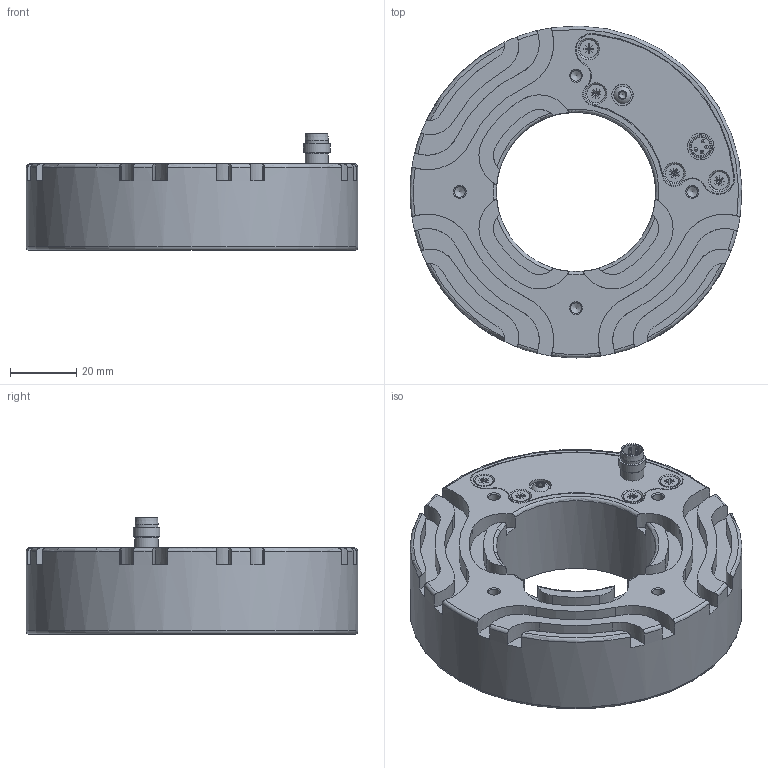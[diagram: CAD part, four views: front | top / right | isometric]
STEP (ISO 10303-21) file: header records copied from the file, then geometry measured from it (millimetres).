
FILE_DESCRIPTION(/* description */ ('Unknown'),/* implementation_level */ '2;1');
FILE_NAME(/* name */ 'RL2-100-customers',/* time_stamp */ '2023-04-18T11:50:39+02:00',/* author */ ('Unknown'),/* organization */ ('Smartview s. r. o.'),/* preprocessor_version */ 'ST-DEVELOPER v18.1',/* originating_system */ 'Solid Edge',/* authorisation */ 'Unknown');
FILE_SCHEMA (('AUTOMOTIVE_DESIGN {1 0 10303 214 3 1 1}'));
Length unit declared in the file: millimetre
Products named in the file (1): RL2-100-customers
Bounding box: 100 x 100 x 35.1 mm (x, y, z)
Volume: 144655.4 mm3; surface area: 32270.3 mm2
Topology: 1 solids, 1 shells, 323 faces, 777 edges, 482 vertices
Faces by surface type: plane 176, cylinder 100, torus 31, cone 16
Full cylindrical faces by diameter (mm): 1 x3, 1.002 x1, 3.242 x4, 5.5 x4, 5.6 x1, 6.2 x1, 6.5 x1, 6.8 x1, 6.804 x1, 7 x1, 8 x1, 48 x1, 51 x1, 95.592 x1, 96 x1, 100 x1
Entity records: 11198 total; most frequent: CARTESIAN_POINT 1655, DIRECTION 1584, ORIENTED_EDGE 1388, EDGE_CURVE 694, AXIS2_PLACEMENT_3D 614, VERTEX_POINT 457, FACE_BOUND 409, EDGE_LOOP 404
